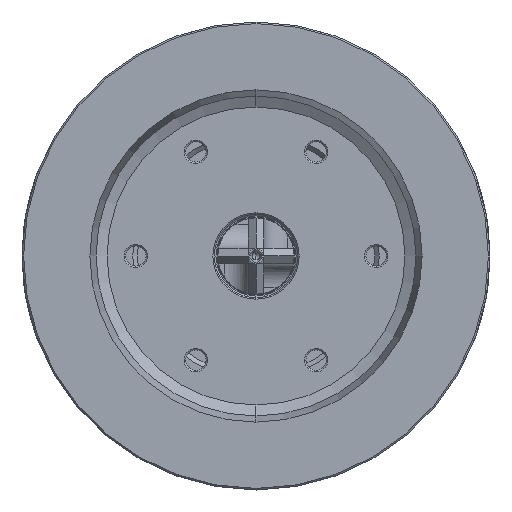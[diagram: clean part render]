
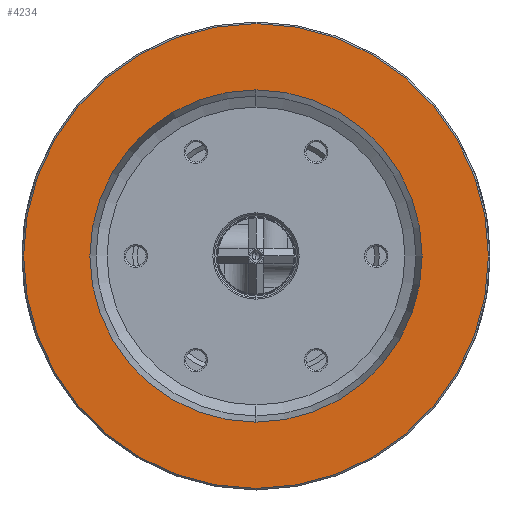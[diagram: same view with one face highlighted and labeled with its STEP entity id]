
A CAD part, left-side view. The second image highlights one B-rep face of the part: STEP entity #4234.
In plain terms, the highlighted planar face has unit normal (-1, 0, 0).
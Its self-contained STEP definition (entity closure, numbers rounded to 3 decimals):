
#563 = DIRECTION ( 'NONE',  ( 0., 1., 0. ) ) ;
#589 = CARTESIAN_POINT ( 'NONE',  ( -10., 14.9, 0. ) ) ;
#796 = CARTESIAN_POINT ( 'NONE',  ( -10., 0., 0. ) ) ;
#877 = CARTESIAN_POINT ( 'NONE',  ( -10., 0., -10.65 ) ) ;
#1553 = FACE_BOUND ( 'NONE', #8355, .T. ) ;
#1576 = DIRECTION ( 'NONE',  ( -1., 0., 0. ) ) ;
#1734 = DIRECTION ( 'NONE',  ( 0., 1., 0. ) ) ;
#2058 = PLANE ( 'NONE',  #12113 ) ;
#2068 = CIRCLE ( 'NONE', #9156, 10.65 ) ;
#2348 = VERTEX_POINT ( 'NONE', #9845 ) ;
#2522 = CARTESIAN_POINT ( 'NONE',  ( -10., -14.9, 0. ) ) ;
#3010 = EDGE_LOOP ( 'NONE', ( #10295, #12297 ) ) ;
#3483 = AXIS2_PLACEMENT_3D ( 'NONE', #12163, #6277, #563 ) ;
#3841 = VERTEX_POINT ( 'NONE', #589 ) ;
#4234 = ADVANCED_FACE ( 'NONE', ( #1553, #5292 ), #2058, .F. ) ;
#4261 = VERTEX_POINT ( 'NONE', #877 ) ;
#4555 = CARTESIAN_POINT ( 'NONE',  ( -10., 0., 0. ) ) ;
#4811 = CIRCLE ( 'NONE', #3483, 14.9 ) ;
#4897 = CARTESIAN_POINT ( 'NONE',  ( -10., 15., 0. ) ) ;
#5292 = FACE_OUTER_BOUND ( 'NONE', #3010, .T. ) ;
#5409 = EDGE_CURVE ( 'NONE', #4261, #2348, #9686, .T. ) ;
#5554 = DIRECTION ( 'NONE',  ( 0., 0., 1. ) ) ;
#6277 = DIRECTION ( 'NONE',  ( 1., 0., 0. ) ) ;
#7324 = CARTESIAN_POINT ( 'NONE',  ( -10., 0., 0. ) ) ;
#7498 = DIRECTION ( 'NONE',  ( 1., 0., 0. ) ) ;
#8110 = CIRCLE ( 'NONE', #10022, 14.9 ) ;
#8346 = DIRECTION ( 'NONE',  ( 0., 0., 1. ) ) ;
#8355 = EDGE_LOOP ( 'NONE', ( #9331, #8407 ) ) ;
#8407 = ORIENTED_EDGE ( 'NONE', *, *, #5409, .F. ) ;
#8528 = AXIS2_PLACEMENT_3D ( 'NONE', #7324, #1576, #8346 ) ;
#8811 = EDGE_CURVE ( 'NONE', #11809, #3841, #8110, .T. ) ;
#9156 = AXIS2_PLACEMENT_3D ( 'NONE', #4555, #11430, #5554 ) ;
#9331 = ORIENTED_EDGE ( 'NONE', *, *, #10890, .F. ) ;
#9672 = EDGE_CURVE ( 'NONE', #3841, #11809, #4811, .T. ) ;
#9686 = CIRCLE ( 'NONE', #8528, 10.65 ) ;
#9845 = CARTESIAN_POINT ( 'NONE',  ( -10., 0., 10.65 ) ) ;
#10022 = AXIS2_PLACEMENT_3D ( 'NONE', #796, #7498, #1734 ) ;
#10295 = ORIENTED_EDGE ( 'NONE', *, *, #9672, .F. ) ;
#10528 = DIRECTION ( 'NONE',  ( 0., 0., -1. ) ) ;
#10890 = EDGE_CURVE ( 'NONE', #2348, #4261, #2068, .T. ) ;
#11430 = DIRECTION ( 'NONE',  ( -1., 0., 0. ) ) ;
#11503 = DIRECTION ( 'NONE',  ( 1., 0., 0. ) ) ;
#11809 = VERTEX_POINT ( 'NONE', #2522 ) ;
#12113 = AXIS2_PLACEMENT_3D ( 'NONE', #4897, #11503, #10528 ) ;
#12163 = CARTESIAN_POINT ( 'NONE',  ( -10., 0., 0. ) ) ;
#12297 = ORIENTED_EDGE ( 'NONE', *, *, #8811, .F. ) ;
